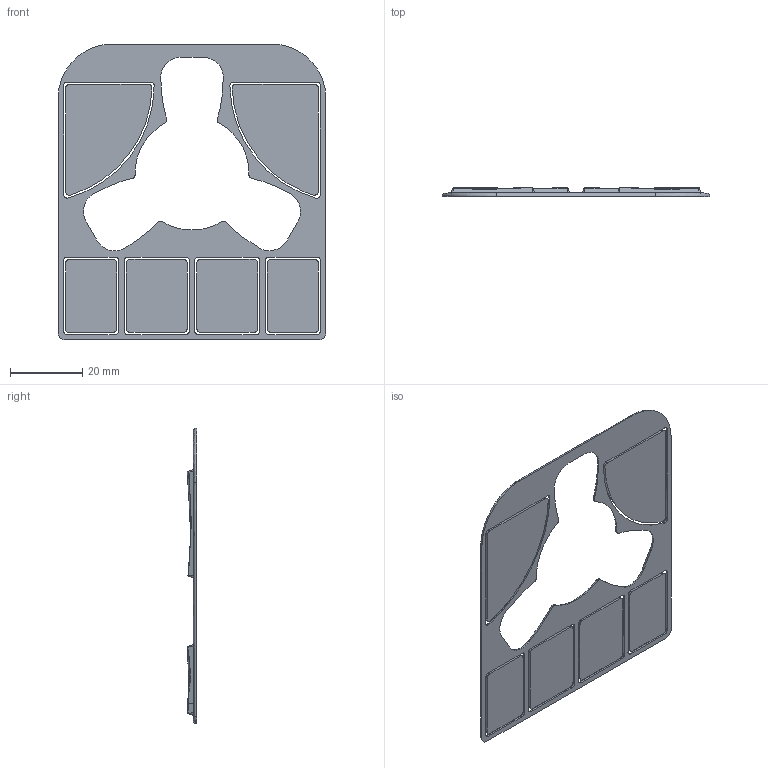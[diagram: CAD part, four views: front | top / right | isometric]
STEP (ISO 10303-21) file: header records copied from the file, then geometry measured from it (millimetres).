
FILE_DESCRIPTION(/* description */ ('STEP AP242','CAx-IF Rec.Pracs.---Representation and Presentation of Product Manufacturing Information (PMI)---4.0---2014-10-13','CAx-IF Rec.Pracs.---3D Tessellated Geometry---0.4---2014-09-14','2;1'),/* implementation_level */ '2;1');
FILE_NAME(/* name */ '677ae7a2030d685caf2a2768',/* time_stamp */ '2025-01-05T20:12:21Z',/* author */ (''),/* organization */ (''),/* preprocessor_version */ 'ST-DEVELOPER v20',/* originating_system */ 'ONSHAPE BY PTC INC, 1.191',/* authorisation */ ' ');
FILE_SCHEMA (('AP242_MANAGED_MODEL_BASED_3D_ENGINEERING_MIM_LF { 1 0 10303 442 1 1 4 }'));
Length unit declared in the file: metre
Products named in the file (7): Cover-MR-button; Cover-BL-button; Cover-BR-button; Cover-TR-button; Cover-ML-button; Cover-TL-button; Cover-Top
Bounding box: 74 x 2.62 x 81.8 mm (x, y, z)
Volume: 5548 mm3; surface area: 9426 mm2
Topology: 7 solids, 7 shells, 274 faces, 697 edges, 419 vertices
Faces by surface type: bspline 274
Entity records: 21227 total; most frequent: CARTESIAN_POINT 16189, ORIENTED_EDGE 1372, EDGE_CURVE 686, DIRECTION 459, VERTEX_POINT 419, B_SPLINE_CURVE_WITH_KNOTS 369, EDGE_LOOP 281, FACE_BOUND 281
